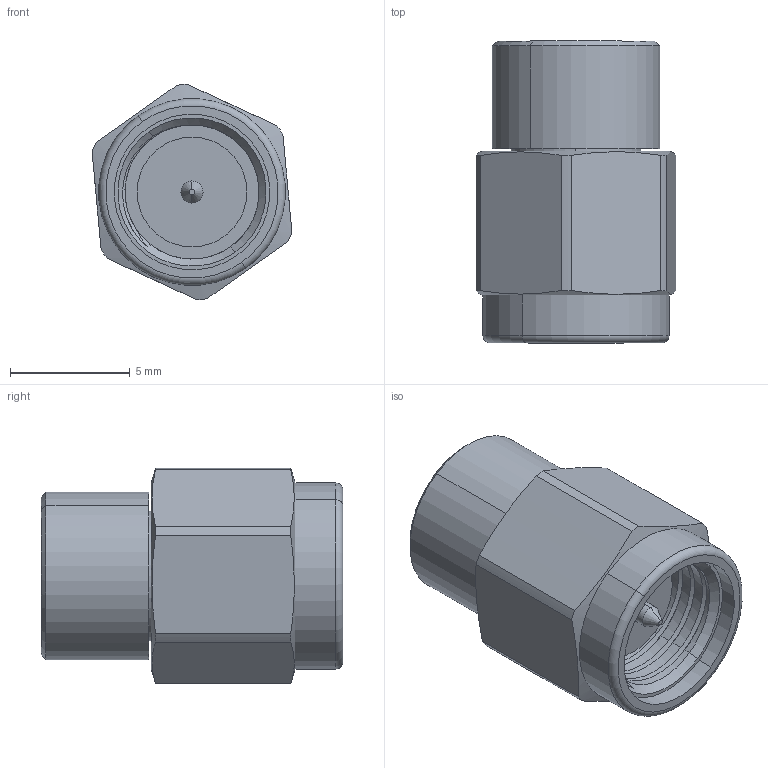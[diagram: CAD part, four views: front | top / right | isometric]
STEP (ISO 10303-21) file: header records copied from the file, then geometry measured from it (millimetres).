
FILE_DESCRIPTION (( 'STEP AP214' ), '1' );
FILE_NAME ('CM-SM-33-2.STEP', '2024-12-05T01:23:12', ( '' ), ( '' ), 'SwSTEP 2.0', 'SolidWorks 2021', '' );
FILE_SCHEMA (( 'AUTOMOTIVE_DESIGN' ));
Length unit declared in the file: inch
Products named in the file (1): CM-SM-33-2
Bounding box: 8.34 x 12.6 x 8.99 mm (x, y, z)
Volume: 501.2 mm3; surface area: 719 mm2
Topology: 2 solids, 2 shells, 67 faces, 156 edges, 101 vertices
Faces by surface type: cylinder 35, plane 18, cone 10, torus 2, bspline 2
Entity records: 3654 total; most frequent: CARTESIAN_POINT 1248, ORIENTED_EDGE 312, DIRECTION 310, EDGE_CURVE 156, AXIS2_PLACEMENT_3D 130, VERTEX_POINT 101, EDGE_LOOP 75, UNCERTAINTY_MEASURE_WITH_UNIT 71
